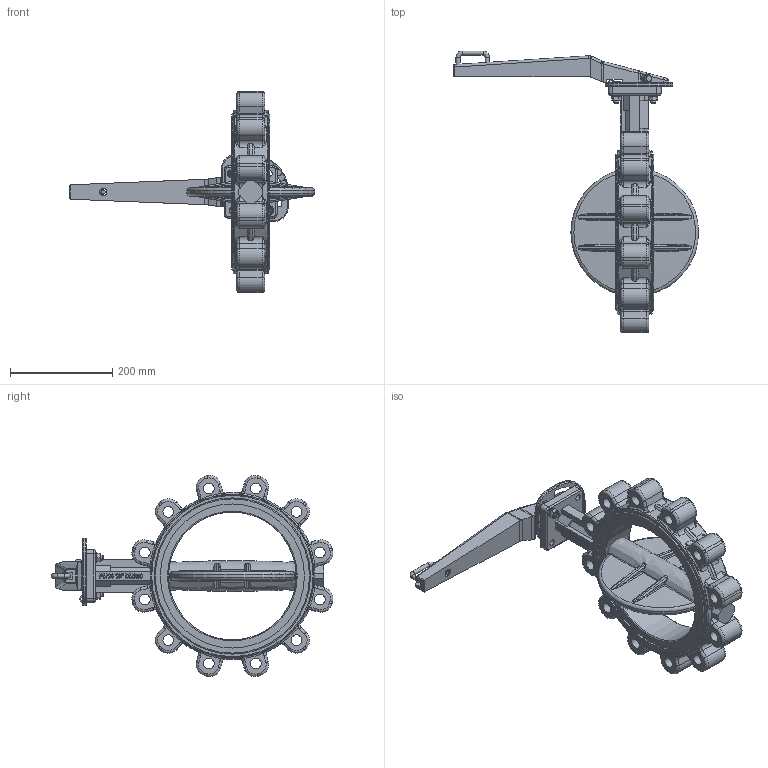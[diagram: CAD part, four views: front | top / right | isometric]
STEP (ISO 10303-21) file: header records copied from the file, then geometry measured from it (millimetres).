
FILE_DESCRIPTION((''),'2;1');
FILE_NAME('WM125340E250.stp','2012-05-11T03:11:14',('RL'),(''),'Autodesk Inventor 2012','Autodesk Inventor 2012','');
FILE_SCHEMA(('AUTOMOTIVE_DESIGN { 1 0 10303 214 1 1 1 1 }'));
Length unit declared in the file: millimetre
Products named in the file (1): WM125340E250
Bounding box: 480 x 551.92 x 393.84 mm (x, y, z)
Volume: 5490029.1 mm3; surface area: 717642.3 mm2
Topology: 13 solids, 13 shells, 1248 faces, 3192 edges, 1937 vertices
Faces by surface type: plane 421, bspline 290, cylinder 286, torus 191, cone 60
Full cylindrical faces by diameter (mm): 6.647 x2, 7.323 x1, 8 x5, 8.376 x2, 10 x2, 11 x2, 11.4 x1, 12 x4, 14.63 x2, 15 x1, 20.752 x12, 48 x1, 52.5 x1, 55 x2, 250 x1, 282 x2, 306 x2, 320 x2
Entity records: 46031 total; most frequent: CARTESIAN_POINT 17847, ORIENTED_EDGE 6016, DIRECTION 5447, EDGE_CURVE 3008, AXIS2_PLACEMENT_3D 2114, VERTEX_POINT 1898, EDGE_LOOP 1444, FACE_OUTER_BOUND 1248
